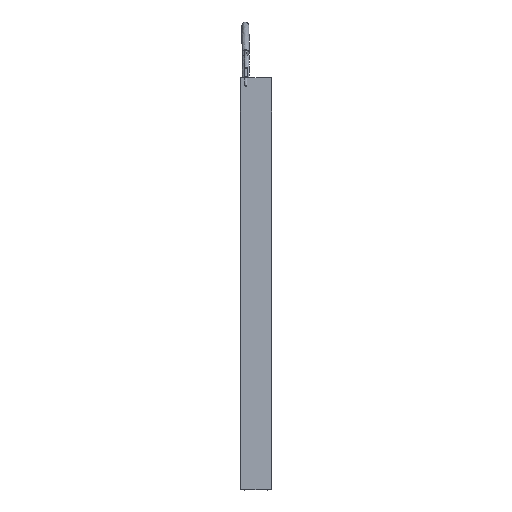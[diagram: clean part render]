
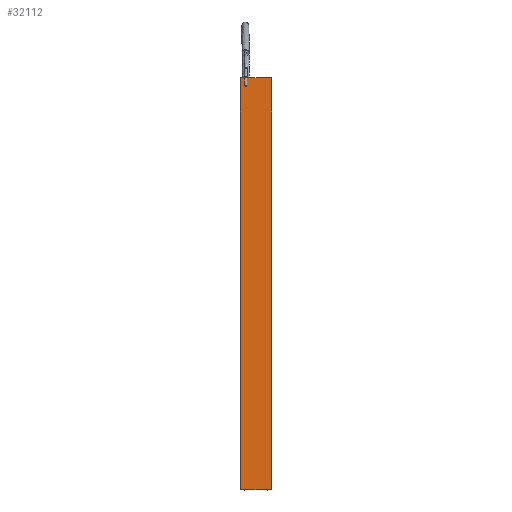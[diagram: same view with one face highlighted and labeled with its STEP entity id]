
A CAD part, front view. The second image highlights one B-rep face of the part: STEP entity #32112.
In plain terms, the highlighted planar face has unit normal (0, -1, 0).
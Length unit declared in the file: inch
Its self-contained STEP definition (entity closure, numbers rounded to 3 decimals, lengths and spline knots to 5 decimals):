
#123 = ORIENTED_EDGE ( 'NONE', *, *, #29198, .F. ) ;
#672 = ORIENTED_EDGE ( 'NONE', *, *, #9143, .T. ) ;
#1100 = LINE ( 'NONE', #24306, #7690 ) ;
#1481 = CARTESIAN_POINT ( 'NONE',  ( 1.3084, 1.82955, 9.06469 ) ) ;
#1776 = VECTOR ( 'NONE', #32427, 39.37008 ) ;
#1856 = VECTOR ( 'NONE', #32736, 39.37008 ) ;
#3906 = VERTEX_POINT ( 'NONE', #19634 ) ;
#4591 = CARTESIAN_POINT ( 'NONE',  ( 1.3084, 1.82955, 1.06469 ) ) ;
#7690 = VECTOR ( 'NONE', #35448, 39.37008 ) ;
#8876 = VECTOR ( 'NONE', #9471, 39.37008 ) ;
#9143 = EDGE_CURVE ( 'NONE', #32185, #3906, #1100, .T. ) ;
#9471 = DIRECTION ( 'NONE',  ( 0., 0., -1. ) ) ;
#11863 = VERTEX_POINT ( 'NONE', #24671 ) ;
#12570 = DIRECTION ( 'NONE',  ( -1., 0., 0. ) ) ;
#12942 = EDGE_CURVE ( 'NONE', #21142, #11863, #14599, .T. ) ;
#14599 = LINE ( 'NONE', #32623, #1856 ) ;
#15259 = EDGE_CURVE ( 'NONE', #21142, #32185, #33771, .T. ) ;
#15389 = PLANE ( 'NONE',  #26953 ) ;
#15705 = ORIENTED_EDGE ( 'NONE', *, *, #12942, .F. ) ;
#18873 = EDGE_LOOP ( 'NONE', ( #672, #123, #15705, #26637 ) ) ;
#19634 = CARTESIAN_POINT ( 'NONE',  ( 1.90447, 1.82955, 1.06469 ) ) ;
#21142 = VERTEX_POINT ( 'NONE', #1481 ) ;
#24306 = CARTESIAN_POINT ( 'NONE',  ( 1.3084, 1.82955, 1.06469 ) ) ;
#24671 = CARTESIAN_POINT ( 'NONE',  ( 1.90447, 1.82955, 9.06469 ) ) ;
#26637 = ORIENTED_EDGE ( 'NONE', *, *, #15259, .T. ) ;
#26953 = AXIS2_PLACEMENT_3D ( 'NONE', #29182, #32491, #12570 ) ;
#28759 = CARTESIAN_POINT ( 'NONE',  ( 1.90447, 1.82955, 9.06469 ) ) ;
#29182 = CARTESIAN_POINT ( 'NONE',  ( 1.3084, 1.82955, 9.06469 ) ) ;
#29198 = EDGE_CURVE ( 'NONE', #11863, #3906, #32934, .T. ) ;
#30658 = FACE_OUTER_BOUND ( 'NONE', #18873, .T. ) ;
#32112 = ADVANCED_FACE ( 'NONE', ( #30658 ), #15389, .F. ) ;
#32185 = VERTEX_POINT ( 'NONE', #4591 ) ;
#32427 = DIRECTION ( 'NONE',  ( 0., 0., -1. ) ) ;
#32491 = DIRECTION ( 'NONE',  ( 0., 1., 0. ) ) ;
#32560 = CARTESIAN_POINT ( 'NONE',  ( 1.3084, 1.82955, 9.06469 ) ) ;
#32623 = CARTESIAN_POINT ( 'NONE',  ( 1.3084, 1.82955, 9.06469 ) ) ;
#32736 = DIRECTION ( 'NONE',  ( 1., 0., 0. ) ) ;
#32934 = LINE ( 'NONE', #28759, #8876 ) ;
#33771 = LINE ( 'NONE', #32560, #1776 ) ;
#35448 = DIRECTION ( 'NONE',  ( 1., 0., 0. ) ) ;
